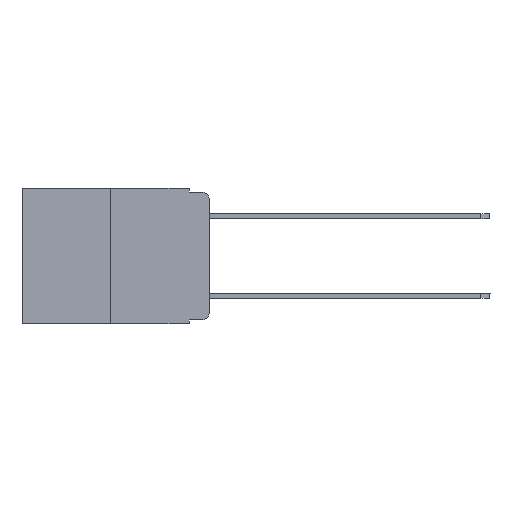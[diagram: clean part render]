
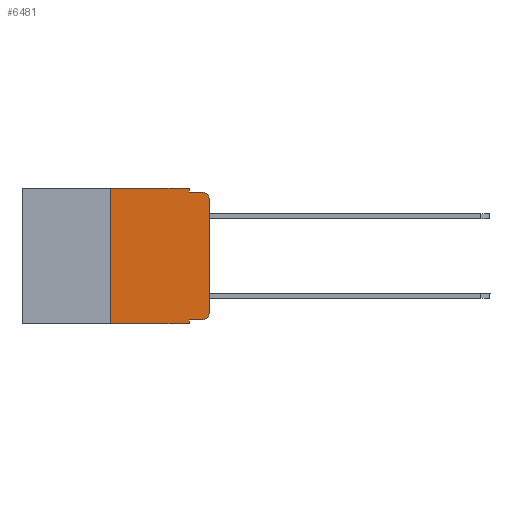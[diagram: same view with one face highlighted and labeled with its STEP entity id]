
A CAD part, left-side view. The second image highlights one B-rep face of the part: STEP entity #6481.
In plain terms, the highlighted planar face has unit normal (-1, 0, 0).
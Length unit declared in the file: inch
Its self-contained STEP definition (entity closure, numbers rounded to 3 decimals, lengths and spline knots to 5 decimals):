
#137 = EDGE_CURVE ( 'NONE', #6864, #18254, #17029, .T. ) ;
#324 = DIRECTION ( 'NONE',  ( 0., 0., -1. ) ) ;
#428 = LINE ( 'NONE', #11400, #12180 ) ;
#930 = LINE ( 'NONE', #10758, #4850 ) ;
#1234 = ORIENTED_EDGE ( 'NONE', *, *, #1952, .F. ) ;
#1677 = CARTESIAN_POINT ( 'NONE',  ( 0., 0.02, -0.313 ) ) ;
#1952 = EDGE_CURVE ( 'NONE', #9781, #13023, #4276, .T. ) ;
#2024 = ORIENTED_EDGE ( 'NONE', *, *, #8444, .T. ) ;
#2196 = LINE ( 'NONE', #12854, #18644 ) ;
#2448 = CARTESIAN_POINT ( 'NONE',  ( 0., 0.051, -0.333 ) ) ;
#2867 = EDGE_CURVE ( 'NONE', #17265, #15108, #9580, .T. ) ;
#2892 = DIRECTION ( 'NONE',  ( 0., 0., -1. ) ) ;
#3100 = AXIS2_PLACEMENT_3D ( 'NONE', #19523, #3608, #11347 ) ;
#3235 = VERTEX_POINT ( 'NONE', #12840 ) ;
#3313 = CARTESIAN_POINT ( 'NONE',  ( 0., 0.051, -0.01 ) ) ;
#3367 = CARTESIAN_POINT ( 'NONE',  ( 0., 0.02, -0.333 ) ) ;
#3608 = DIRECTION ( 'NONE',  ( -1., 0., 0. ) ) ;
#4212 = DIRECTION ( 'NONE',  ( 1., 0., 0. ) ) ;
#4247 = ORIENTED_EDGE ( 'NONE', *, *, #2867, .F. ) ;
#4276 = LINE ( 'NONE', #18537, #11311 ) ;
#4850 = VECTOR ( 'NONE', #2892, 39.37008 ) ;
#5152 = EDGE_CURVE ( 'NONE', #17219, #6864, #10200, .T. ) ;
#5315 = CARTESIAN_POINT ( 'NONE',  ( 0., 0.25, -0.343 ) ) ;
#5812 = VERTEX_POINT ( 'NONE', #20298 ) ;
#6248 = ORIENTED_EDGE ( 'NONE', *, *, #8650, .F. ) ;
#6255 = DIRECTION ( 'NONE',  ( 0., 0., -1. ) ) ;
#6481 = ADVANCED_FACE ( 'NONE', ( #9700 ), #10104, .F. ) ;
#6527 = VECTOR ( 'NONE', #15876, 39.37008 ) ;
#6540 = DIRECTION ( 'NONE',  ( 0., -1., 0. ) ) ;
#6864 = VERTEX_POINT ( 'NONE', #3367 ) ;
#6873 = CARTESIAN_POINT ( 'NONE',  ( 0., 0., -0.313 ) ) ;
#7353 = CARTESIAN_POINT ( 'NONE',  ( 0., 0.25, 0. ) ) ;
#8361 = CARTESIAN_POINT ( 'NONE',  ( 0., 0.02, -0.01 ) ) ;
#8376 = EDGE_LOOP ( 'NONE', ( #8401, #20022, #4247, #6248, #12911, #1234, #2024, #14806, #10129, #12232 ) ) ;
#8401 = ORIENTED_EDGE ( 'NONE', *, *, #11228, .T. ) ;
#8407 = LINE ( 'NONE', #14789, #8472 ) ;
#8444 = EDGE_CURVE ( 'NONE', #9781, #18708, #8407, .T. ) ;
#8472 = VECTOR ( 'NONE', #6540, 39.37008 ) ;
#8650 = EDGE_CURVE ( 'NONE', #3235, #17265, #930, .T. ) ;
#8654 = CARTESIAN_POINT ( 'NONE',  ( 0., 0.473, 0. ) ) ;
#9580 = LINE ( 'NONE', #17421, #6527 ) ;
#9700 = FACE_OUTER_BOUND ( 'NONE', #8376, .T. ) ;
#9781 = VERTEX_POINT ( 'NONE', #5315 ) ;
#10104 = PLANE ( 'NONE',  #19933 ) ;
#10129 = ORIENTED_EDGE ( 'NONE', *, *, #5152, .T. ) ;
#10200 = LINE ( 'NONE', #2448, #15426 ) ;
#10205 = VECTOR ( 'NONE', #18227, 39.37008 ) ;
#10684 = DIRECTION ( 'NONE',  ( 0., 0., 1. ) ) ;
#10758 = CARTESIAN_POINT ( 'NONE',  ( 0., 0.051, 0. ) ) ;
#11200 = DIRECTION ( 'NONE',  ( -1., 0., 0. ) ) ;
#11228 = EDGE_CURVE ( 'NONE', #18254, #5812, #13460, .T. ) ;
#11311 = VECTOR ( 'NONE', #10684, 39.37008 ) ;
#11347 = DIRECTION ( 'NONE',  ( 0., 0., -1. ) ) ;
#11400 = CARTESIAN_POINT ( 'NONE',  ( 0., 0.473, 0. ) ) ;
#11661 = DIRECTION ( 'NONE',  ( 0., 0., -1. ) ) ;
#12180 = VECTOR ( 'NONE', #19470, 39.37008 ) ;
#12232 = ORIENTED_EDGE ( 'NONE', *, *, #137, .T. ) ;
#12722 = EDGE_CURVE ( 'NONE', #13023, #3235, #428, .T. ) ;
#12840 = CARTESIAN_POINT ( 'NONE',  ( 0., 0.051, 0. ) ) ;
#12854 = CARTESIAN_POINT ( 'NONE',  ( 0., 0.051, 0. ) ) ;
#12911 = ORIENTED_EDGE ( 'NONE', *, *, #12722, .F. ) ;
#13023 = VERTEX_POINT ( 'NONE', #7353 ) ;
#13429 = CARTESIAN_POINT ( 'NONE',  ( 0., 0.051, -0.343 ) ) ;
#13460 = LINE ( 'NONE', #19783, #10205 ) ;
#14789 = CARTESIAN_POINT ( 'NONE',  ( 0., 0.473, -0.343 ) ) ;
#14806 = ORIENTED_EDGE ( 'NONE', *, *, #20040, .F. ) ;
#15108 = VERTEX_POINT ( 'NONE', #8361 ) ;
#15426 = VECTOR ( 'NONE', #16294, 39.37008 ) ;
#15876 = DIRECTION ( 'NONE',  ( 0., -1., 0. ) ) ;
#16294 = DIRECTION ( 'NONE',  ( 0., -1., 0. ) ) ;
#16854 = CARTESIAN_POINT ( 'NONE',  ( 0., 0.051, -0.333 ) ) ;
#17029 = CIRCLE ( 'NONE', #18690, 0.02 ) ;
#17219 = VERTEX_POINT ( 'NONE', #16854 ) ;
#17265 = VERTEX_POINT ( 'NONE', #3313 ) ;
#17421 = CARTESIAN_POINT ( 'NONE',  ( 0., 0.051, -0.01 ) ) ;
#18227 = DIRECTION ( 'NONE',  ( 0., 0., 1. ) ) ;
#18254 = VERTEX_POINT ( 'NONE', #6873 ) ;
#18537 = CARTESIAN_POINT ( 'NONE',  ( 0., 0.25, 0. ) ) ;
#18644 = VECTOR ( 'NONE', #324, 39.37008 ) ;
#18690 = AXIS2_PLACEMENT_3D ( 'NONE', #1677, #11200, #6255 ) ;
#18708 = VERTEX_POINT ( 'NONE', #13429 ) ;
#19216 = EDGE_CURVE ( 'NONE', #5812, #15108, #19959, .T. ) ;
#19470 = DIRECTION ( 'NONE',  ( 0., -1., 0. ) ) ;
#19523 = CARTESIAN_POINT ( 'NONE',  ( 0., 0.02, -0.03 ) ) ;
#19783 = CARTESIAN_POINT ( 'NONE',  ( 0., 0., 0. ) ) ;
#19933 = AXIS2_PLACEMENT_3D ( 'NONE', #8654, #4212, #11661 ) ;
#19959 = CIRCLE ( 'NONE', #3100, 0.02 ) ;
#20022 = ORIENTED_EDGE ( 'NONE', *, *, #19216, .T. ) ;
#20040 = EDGE_CURVE ( 'NONE', #17219, #18708, #2196, .T. ) ;
#20298 = CARTESIAN_POINT ( 'NONE',  ( 0., 0., -0.03 ) ) ;
